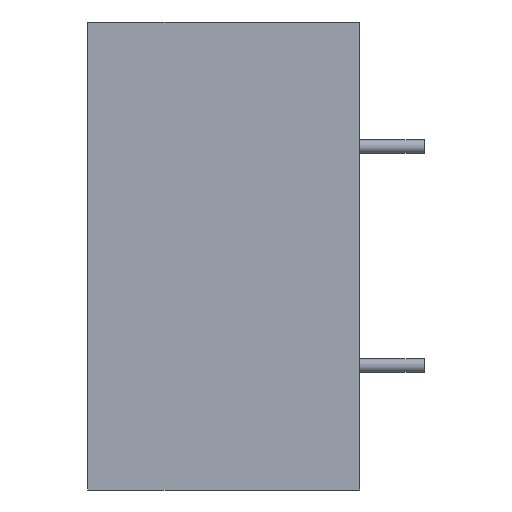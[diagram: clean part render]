
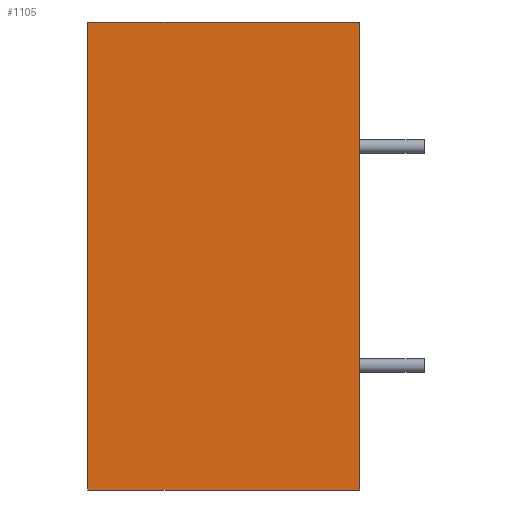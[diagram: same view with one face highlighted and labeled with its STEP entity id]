
A CAD part, left-side view. The second image highlights one B-rep face of the part: STEP entity #1105.
In plain terms, the highlighted planar face has unit normal (-1, 0, 0).
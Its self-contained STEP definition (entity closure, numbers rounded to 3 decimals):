
#58 = DIRECTION ( 'NONE',  ( 0., 0., -1. ) ) ;
#80 = CARTESIAN_POINT ( 'NONE',  ( 0., 0., 43.4 ) ) ;
#126 = LINE ( 'NONE', #3345, #2870 ) ;
#129 = FACE_OUTER_BOUND ( 'NONE', #3298, .T. ) ;
#818 = VERTEX_POINT ( 'NONE', #1789 ) ;
#1105 = ADVANCED_FACE ( 'NONE', ( #129 ), #1138, .F. ) ;
#1138 = PLANE ( 'NONE',  #3333 ) ;
#1271 = VERTEX_POINT ( 'NONE', #1416 ) ;
#1350 = ORIENTED_EDGE ( 'NONE', *, *, #2369, .F. ) ;
#1416 = CARTESIAN_POINT ( 'NONE',  ( 0., 25.2, 0. ) ) ;
#1644 = ORIENTED_EDGE ( 'NONE', *, *, #2820, .T. ) ;
#1686 = DIRECTION ( 'NONE',  ( 1., 0., 0. ) ) ;
#1789 = CARTESIAN_POINT ( 'NONE',  ( 0., 0., 0. ) ) ;
#1846 = DIRECTION ( 'NONE',  ( 0., -1., 0. ) ) ;
#1933 = VECTOR ( 'NONE', #58, 1000. ) ;
#1948 = CARTESIAN_POINT ( 'NONE',  ( 0., 0., 43.4 ) ) ;
#1971 = LINE ( 'NONE', #3141, #2776 ) ;
#2012 = VECTOR ( 'NONE', #1846, 1000. ) ;
#2081 = VERTEX_POINT ( 'NONE', #2960 ) ;
#2153 = ORIENTED_EDGE ( 'NONE', *, *, #2749, .T. ) ;
#2249 = VERTEX_POINT ( 'NONE', #80 ) ;
#2309 = DIRECTION ( 'NONE',  ( 0., -1., 0. ) ) ;
#2337 = DIRECTION ( 'NONE',  ( 0., 0., -1. ) ) ;
#2369 = EDGE_CURVE ( 'NONE', #2249, #818, #2620, .T. ) ;
#2422 = DIRECTION ( 'NONE',  ( 0., 0., -1. ) ) ;
#2457 = CARTESIAN_POINT ( 'NONE',  ( 0., 0., 43.4 ) ) ;
#2521 = ORIENTED_EDGE ( 'NONE', *, *, #2699, .F. ) ;
#2577 = CARTESIAN_POINT ( 'NONE',  ( 0., 0., 43.4 ) ) ;
#2620 = LINE ( 'NONE', #1948, #1933 ) ;
#2699 = EDGE_CURVE ( 'NONE', #2081, #2249, #3029, .T. ) ;
#2749 = EDGE_CURVE ( 'NONE', #2081, #1271, #1971, .T. ) ;
#2776 = VECTOR ( 'NONE', #2337, 1000. ) ;
#2820 = EDGE_CURVE ( 'NONE', #1271, #818, #126, .T. ) ;
#2870 = VECTOR ( 'NONE', #2309, 1000. ) ;
#2960 = CARTESIAN_POINT ( 'NONE',  ( 0., 25.2, 43.4 ) ) ;
#3029 = LINE ( 'NONE', #2577, #2012 ) ;
#3141 = CARTESIAN_POINT ( 'NONE',  ( 0., 25.2, 43.4 ) ) ;
#3298 = EDGE_LOOP ( 'NONE', ( #1644, #1350, #2521, #2153 ) ) ;
#3333 = AXIS2_PLACEMENT_3D ( 'NONE', #2457, #1686, #2422 ) ;
#3345 = CARTESIAN_POINT ( 'NONE',  ( 0., 0., 0. ) ) ;
